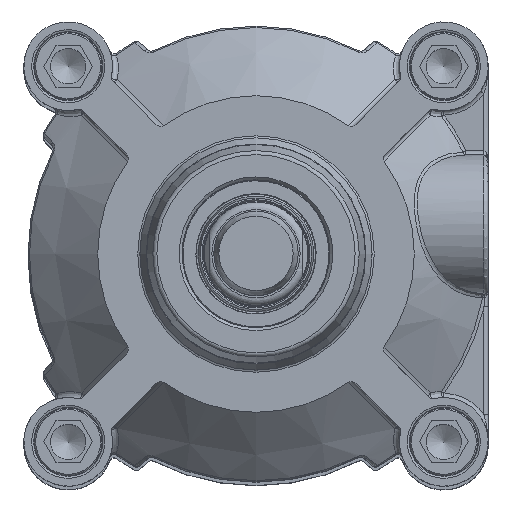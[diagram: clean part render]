
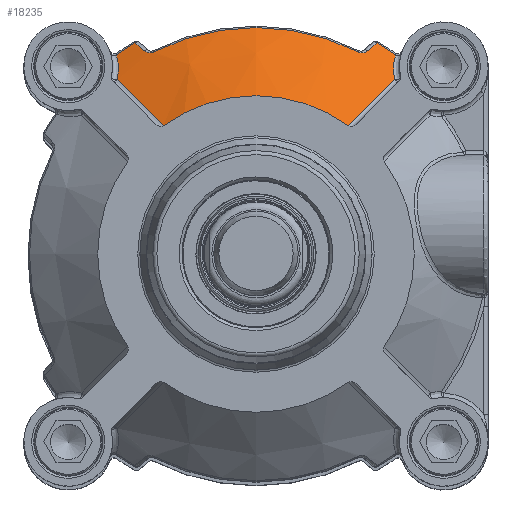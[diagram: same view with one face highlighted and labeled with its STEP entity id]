
A CAD part, top view. The second image highlights one B-rep face of the part: STEP entity #18235.
In plain terms, the highlighted conical face has half-angle 47.936 degrees and reference radius 47.75 mm.
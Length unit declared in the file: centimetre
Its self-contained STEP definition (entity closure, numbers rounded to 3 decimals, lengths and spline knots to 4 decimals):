
#2874=B_SPLINE_CURVE_WITH_KNOTS($,3,(#36998,#36999,#37000,#37001),
 .UNSPECIFIED.,.F.,.F.,(4,4),(-2.4879,-0.4182),
 .UNSPECIFIED.);
#2878=B_SPLINE_CURVE_WITH_KNOTS($,3,(#37074,#37075,#37076,#37077,#37078),
 .UNSPECIFIED.,.F.,.F.,(4,1,4),(-8.955,-8.5289,-8.2093),
 .UNSPECIFIED.);
#2880=B_SPLINE_CURVE_WITH_KNOTS($,3,(#37121,#37122,#37123,#37124,#37125),
 .UNSPECIFIED.,.F.,.F.,(4,1,4),(-0.2679,-0.1148,0.),
 .UNSPECIFIED.);
#2883=B_SPLINE_CURVE_WITH_KNOTS($,3,(#37170,#37171,#37172,#37173,#37174),
 .UNSPECIFIED.,.F.,.F.,(4,1,4),(-0.2679,-0.1531,0.),
 .UNSPECIFIED.);
#2884=B_SPLINE_CURVE_WITH_KNOTS($,3,(#37206,#37207,#37208,#37209),
 .UNSPECIFIED.,.F.,.F.,(4,4),(-1.5649,-1.1856),
 .UNSPECIFIED.);
#2888=B_SPLINE_CURVE_WITH_KNOTS($,3,(#37286,#37287,#37288,#37289,#37290,
#37291,#37292,#37293),.UNSPECIFIED.,.F.,.F.,(4,2,2,4),(-8.7524,
-8.4801,-8.1779,-8.0054),.UNSPECIFIED.);
#2891=B_SPLINE_CURVE_WITH_KNOTS($,3,(#37322,#37323,#37324,#37325),
 .UNSPECIFIED.,.F.,.F.,(4,4),(-2.1084,-0.0387),
 .UNSPECIFIED.);
#2892=B_SPLINE_CURVE_WITH_KNOTS($,3,(#37373,#37374,#37375,#37376),
 .UNSPECIFIED.,.F.,.F.,(4,4),(-3.1504,-2.7711),
 .UNSPECIFIED.);
#2997=CONICAL_SURFACE($,#20144,4.775,0.837);
#4672=FACE_OUTER_BOUND($,#6143,.T.);
#6143=EDGE_LOOP($,(#15781,#15782,#15783,#15784,#15785,#15786,#15787,#15788,
#15789,#15790,#15791,#15792));
#7239=CIRCLE($,#19987,3.75);
#7327=CIRCLE($,#20113,5.767);
#7333=CIRCLE($,#20120,5.367);
#7340=CIRCLE($,#20129,5.767);
#8740=VERTEX_POINT($,#35959);
#8741=VERTEX_POINT($,#35960);
#8844=VERTEX_POINT($,#36970);
#8847=VERTEX_POINT($,#37031);
#8852=VERTEX_POINT($,#37088);
#8853=VERTEX_POINT($,#37119);
#8854=VERTEX_POINT($,#37120);
#8859=VERTEX_POINT($,#37167);
#8860=VERTEX_POINT($,#37169);
#8863=VERTEX_POINT($,#37183);
#8866=VERTEX_POINT($,#37241);
#8870=VERTEX_POINT($,#37259);
#11106=EDGE_CURVE($,#8740,#8741,#7239,.T.);
#11265=EDGE_CURVE($,#8741,#8844,#2874,.T.);
#11271=EDGE_CURVE($,#8844,#8847,#2878,.T.);
#11276=EDGE_CURVE($,#8847,#8852,#7327,.T.);
#11278=EDGE_CURVE($,#8853,#8854,#2880,.T.);
#11284=EDGE_CURVE($,#8859,#8860,#2883,.T.);
#11286=EDGE_CURVE($,#8854,#8859,#7333,.T.);
#11291=EDGE_CURVE($,#8860,#8863,#2884,.T.);
#11297=EDGE_CURVE($,#8863,#8866,#7340,.T.);
#11302=EDGE_CURVE($,#8866,#8870,#2888,.T.);
#11305=EDGE_CURVE($,#8870,#8740,#2891,.T.);
#11320=EDGE_CURVE($,#8852,#8853,#2892,.T.);
#15781=ORIENTED_EDGE($,*,*,#11305,.F.);
#15782=ORIENTED_EDGE($,*,*,#11302,.F.);
#15783=ORIENTED_EDGE($,*,*,#11297,.F.);
#15784=ORIENTED_EDGE($,*,*,#11291,.F.);
#15785=ORIENTED_EDGE($,*,*,#11284,.F.);
#15786=ORIENTED_EDGE($,*,*,#11286,.F.);
#15787=ORIENTED_EDGE($,*,*,#11278,.F.);
#15788=ORIENTED_EDGE($,*,*,#11320,.F.);
#15789=ORIENTED_EDGE($,*,*,#11276,.F.);
#15790=ORIENTED_EDGE($,*,*,#11271,.F.);
#15791=ORIENTED_EDGE($,*,*,#11265,.F.);
#15792=ORIENTED_EDGE($,*,*,#11106,.F.);
#18235=ADVANCED_FACE($,(#4672),#2997,.T.);
#19987=AXIS2_PLACEMENT_3D($,#35961,#24074,#24075);
#20113=AXIS2_PLACEMENT_3D($,#37092,#24353,#24354);
#20120=AXIS2_PLACEMENT_3D($,#37177,#24367,#24368);
#20129=AXIS2_PLACEMENT_3D($,#37253,#24385,#24386);
#20144=AXIS2_PLACEMENT_3D($,#37381,#24425,#24426);
#24074=DIRECTION('center_axis',(0.,0.,1.));
#24075=DIRECTION('ref_axis',(1.,0.,0.));
#24353=DIRECTION('center_axis',(0.,0.,-1.));
#24354=DIRECTION('ref_axis',(-0.54,0.842,0.));
#24367=DIRECTION('center_axis',(0.,0.,-1.));
#24368=DIRECTION('ref_axis',(0.,1.,0.));
#24385=DIRECTION('center_axis',(0.,0.,-1.));
#24386=DIRECTION('ref_axis',(0.54,0.842,0.));
#24425=DIRECTION('center_axis',(0.,0.,-1.));
#24426=DIRECTION('ref_axis',(0.707,-0.707,0.));
#35959=CARTESIAN_POINT('',(2.2019,3.0355,-0.15));
#35960=CARTESIAN_POINT('',(-2.2019,3.0355,-0.15));
#35961=CARTESIAN_POINT('Origin',(0.,0.,-0.15));
#36970=CARTESIAN_POINT('',(-3.2903,4.1282,-1.5298));
#36998=CARTESIAN_POINT('Ctrl Pts',(-2.2019,3.0355,-0.15));
#36999=CARTESIAN_POINT('Ctrl Pts',(-2.5649,3.4005,-0.609));
#37000=CARTESIAN_POINT('Ctrl Pts',(-2.9276,3.7645,-1.0692));
#37001=CARTESIAN_POINT('Ctrl Pts',(-3.2903,4.1282,-1.5298));
#37031=CARTESIAN_POINT('',(-3.3093,4.723,-1.9702));
#37074=CARTESIAN_POINT('Ctrl Pts',(-3.2903,4.1282,-1.5298));
#37075=CARTESIAN_POINT('Ctrl Pts',(-3.2621,4.2483,-1.5987));
#37076=CARTESIAN_POINT('Ctrl Pts',(-3.2494,4.4567,-1.7426));
#37077=CARTESIAN_POINT('Ctrl Pts',(-3.2859,4.6452,-1.9006));
#37078=CARTESIAN_POINT('Ctrl Pts',(-3.3093,4.723,-1.9702));
#37088=CARTESIAN_POINT('',(-2.8682,5.0032,-1.9702));
#37092=CARTESIAN_POINT('Origin',(0.,0.,-1.9702));
#37119=CARTESIAN_POINT('',(-2.649,4.8141,-1.7246));
#37120=CARTESIAN_POINT('',(-2.4254,4.7877,-1.6092));
#37121=CARTESIAN_POINT('Ctrl Pts',(-2.649,4.8141,-1.7246));
#37122=CARTESIAN_POINT('Ctrl Pts',(-2.6195,4.7886,-1.6916));
#37123=CARTESIAN_POINT('Ctrl Pts',(-2.5516,4.7556,-1.6359));
#37124=CARTESIAN_POINT('Ctrl Pts',(-2.46,4.7702,-1.6092));
#37125=CARTESIAN_POINT('Ctrl Pts',(-2.4254,4.7877,-1.6092));
#37167=CARTESIAN_POINT('',(2.4254,4.7877,-1.6092));
#37169=CARTESIAN_POINT('',(2.649,4.8141,-1.7246));
#37170=CARTESIAN_POINT('Ctrl Pts',(2.4254,4.7877,-1.6092));
#37171=CARTESIAN_POINT('Ctrl Pts',(2.46,4.7702,-1.6092));
#37172=CARTESIAN_POINT('Ctrl Pts',(2.5508,4.7555,-1.6355));
#37173=CARTESIAN_POINT('Ctrl Pts',(2.6195,4.7886,-1.6916));
#37174=CARTESIAN_POINT('Ctrl Pts',(2.649,4.8141,-1.7246));
#37177=CARTESIAN_POINT('Origin',(0.,0.,-1.6092));
#37183=CARTESIAN_POINT('',(2.8682,5.0032,-1.9702));
#37206=CARTESIAN_POINT('Ctrl Pts',(2.649,4.8141,-1.7246));
#37207=CARTESIAN_POINT('Ctrl Pts',(2.7222,4.8772,-1.8063));
#37208=CARTESIAN_POINT('Ctrl Pts',(2.7953,4.9402,-1.8882));
#37209=CARTESIAN_POINT('Ctrl Pts',(2.8682,5.0032,-1.9702));
#37241=CARTESIAN_POINT('',(3.3093,4.723,-1.9702));
#37253=CARTESIAN_POINT('Origin',(0.,0.,-1.9702));
#37259=CARTESIAN_POINT('',(3.2903,4.1282,-1.5298));
#37286=CARTESIAN_POINT('Ctrl Pts',(3.3093,4.723,-1.9702));
#37287=CARTESIAN_POINT('Ctrl Pts',(3.2893,4.6566,-1.9108));
#37288=CARTESIAN_POINT('Ctrl Pts',(3.275,4.5877,-1.8525));
#37289=CARTESIAN_POINT('Ctrl Pts',(3.2585,4.4383,-1.7343));
#37290=CARTESIAN_POINT('Ctrl Pts',(3.2575,4.3565,-1.6744));
#37291=CARTESIAN_POINT('Ctrl Pts',(3.2709,4.2255,-1.5879));
#37292=CARTESIAN_POINT('Ctrl Pts',(3.2788,4.1769,-1.5578));
#37293=CARTESIAN_POINT('Ctrl Pts',(3.2903,4.1282,-1.5298));
#37322=CARTESIAN_POINT('Ctrl Pts',(3.2903,4.1282,-1.5298));
#37323=CARTESIAN_POINT('Ctrl Pts',(2.9276,3.7645,-1.0692));
#37324=CARTESIAN_POINT('Ctrl Pts',(2.5649,3.4005,-0.609));
#37325=CARTESIAN_POINT('Ctrl Pts',(2.2019,3.0355,-0.15));
#37373=CARTESIAN_POINT('Ctrl Pts',(-2.8682,5.0032,-1.9702));
#37374=CARTESIAN_POINT('Ctrl Pts',(-2.7953,4.9402,-1.8882));
#37375=CARTESIAN_POINT('Ctrl Pts',(-2.7222,4.8772,-1.8063));
#37376=CARTESIAN_POINT('Ctrl Pts',(-2.649,4.8141,-1.7246));
#37381=CARTESIAN_POINT('Origin',(0.,0.,-1.075));
